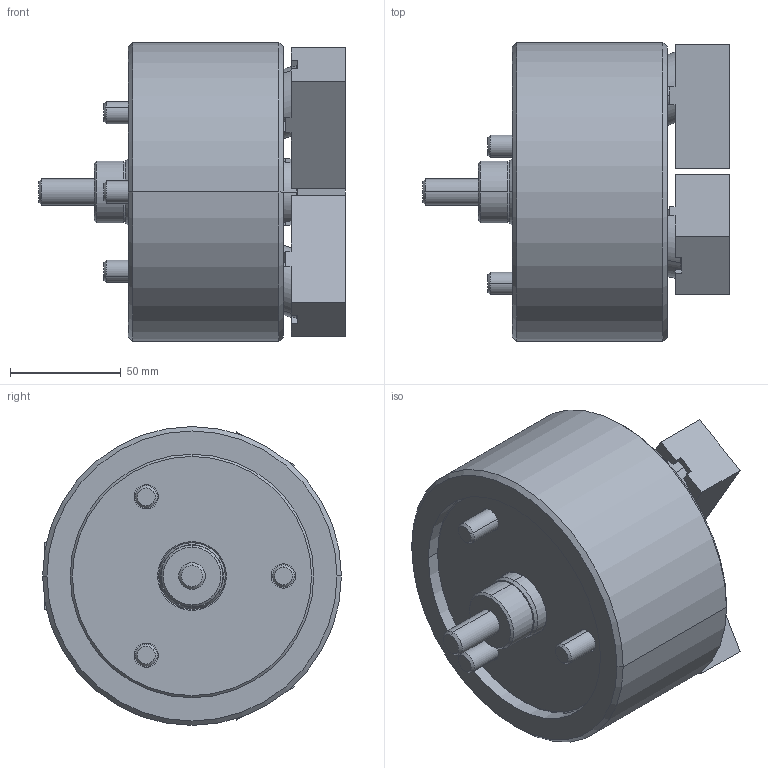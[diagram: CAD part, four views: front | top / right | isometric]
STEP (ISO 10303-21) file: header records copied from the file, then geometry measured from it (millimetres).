
FILE_DESCRIPTION (( 'STEP AP203' ), '1' );
FILE_NAME ('CF-3D-05.STEP', '2019-10-24T06:00:12', ( 'temp' ), ( '' ), 'SwSTEP 2.0', 'SolidWorks 2016', '' );
FILE_SCHEMA (( 'CONFIG_CONTROL_DESIGN' ));
Length unit declared in the file: millimetre
Products named in the file (12): CF-3D-05-06000; CF-3D-05-07000; 圓頭內六角螺栓_M12x65(全牙); 圓頭內六角螺栓_M12x25; CF-3D-05-0100G; 半圓頭六角孔螺栓_M3x8; CF-3D-05-02000; 圓頭內六角螺栓_M10x70; CF-3D-05-03000; CF-3D-05; CF-3D-05-04000; CF-3D-05-05000
Assembly tree (21 placements, depth 2):
  CF-3D-05
    CF-3D-05-0100G
    CF-3D-05-02000
    CF-3D-05-03000  x3
    CF-3D-05-04000
    CF-3D-05-05000
    CF-3D-05-06000
    CF-3D-05-07000  x3
    圓頭內六角螺栓_M12x65(全牙)
    圓頭內六角螺栓_M12x25  x3
    半圓頭六角孔螺栓_M3x8  x3
    圓頭內六角螺栓_M10x70  x3
Bounding box: 138.5 x 135 x 135 mm (x, y, z)
Volume: 1076674.7 mm3; surface area: 185677 mm2
Topology: 21 solids, 21 shells, 570 faces, 1346 edges, 828 vertices
Faces by surface type: plane 302, cylinder 166, cone 96, torus 6
Entity records: 10408 total; most frequent: DIRECTION 1678, CARTESIAN_POINT 1542, ORIENTED_EDGE 1396, EDGE_CURVE 698, AXIS2_PLACEMENT_3D 660, VERTEX_POINT 444, EDGE_LOOP 382, LINE 358
